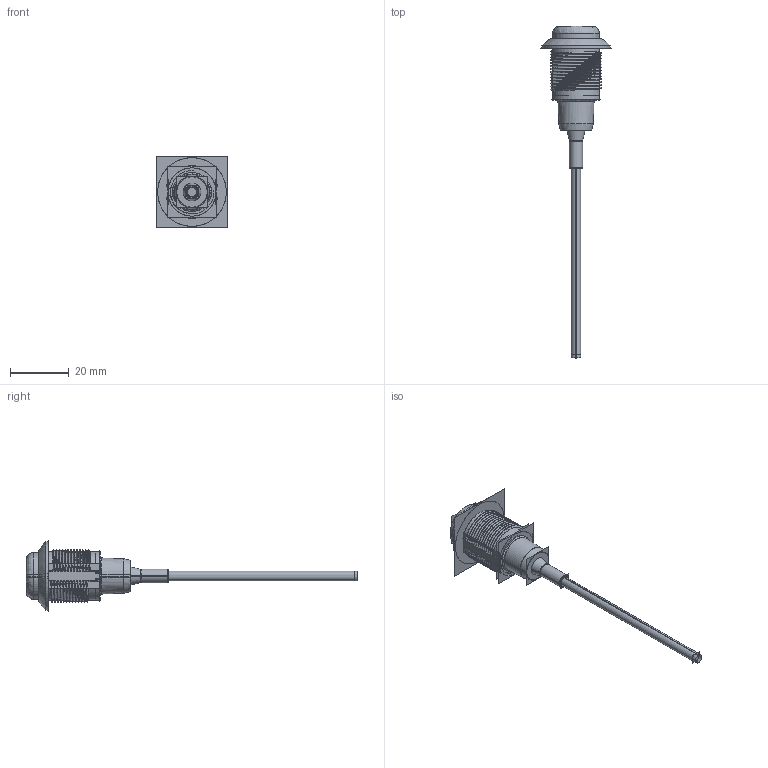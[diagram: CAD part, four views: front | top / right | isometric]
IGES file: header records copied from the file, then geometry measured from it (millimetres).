
Start section:  PTC IGES file: 161756_sm01.igs
Global section: file name: 161756_sm01.igs; native system: Creo Parametric by PTC Inc.; preprocessor: 2019292; author: PDMAdmin; organization: Unknown; date: 20220603.091725; units: millimetre
Bounding box: 24.44 x 113.37 x 24.44 mm (x, y, z)
Volume: 7847.6 mm3; surface area: 17398.5 mm2
Topology: 2 solids, 2 shells, 324 faces, 1656 edges, 2064 vertices
Faces by surface type: bspline 204, revolution 120
